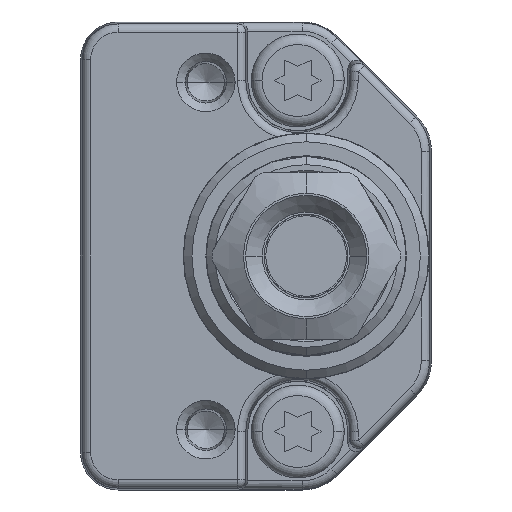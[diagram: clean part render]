
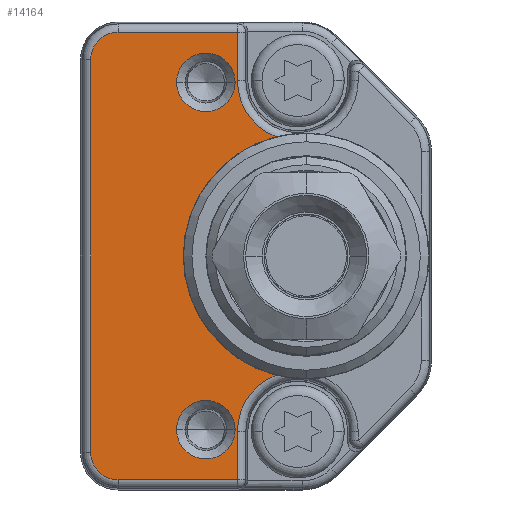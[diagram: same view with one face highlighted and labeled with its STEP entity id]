
A CAD part, left-side view. The second image highlights one B-rep face of the part: STEP entity #14164.
In plain terms, the highlighted planar face has unit normal (-1, 0, 0).
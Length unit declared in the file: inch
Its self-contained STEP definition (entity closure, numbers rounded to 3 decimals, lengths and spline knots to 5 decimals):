
#1075=DIRECTION('',(0.,0.,1.));
#1076=VECTOR('',#1075,0.11381);
#1077=CARTESIAN_POINT('',(-0.51181,0.45723,
-0.5272));
#1078=LINE('',#1077,#1076);
#1079=DIRECTION('',(0.,-1.,0.));
#1080=VECTOR('',#1079,0.28096);
#1081=CARTESIAN_POINT('',(-0.51181,0.73819,
-0.5272));
#1082=LINE('',#1081,#1080);
#1083=CARTESIAN_POINT('',(-0.51181,0.73819,
-0.4626));
#1084=DIRECTION('',(-1.,0.,0.));
#1085=DIRECTION('',(0.,1.,0.));
#1086=AXIS2_PLACEMENT_3D('',#1083,#1084,#1085);
#1088=DIRECTION('',(0.,0.,-1.));
#1089=VECTOR('',#1088,0.9252);
#1090=CARTESIAN_POINT('',(-0.51181,0.80279,
0.4626));
#1091=LINE('',#1090,#1089);
#1092=CARTESIAN_POINT('',(-0.51181,0.73819,
0.4626));
#1093=DIRECTION('',(-1.,0.,0.));
#1094=DIRECTION('',(0.,0.,1.));
#1095=AXIS2_PLACEMENT_3D('',#1092,#1093,#1094);
#1097=DIRECTION('',(0.,1.,0.));
#1098=VECTOR('',#1097,0.28096);
#1099=CARTESIAN_POINT('',(-0.51181,0.45723,
0.5272));
#1100=LINE('',#1099,#1098);
#1101=DIRECTION('',(0.,0.,1.));
#1102=VECTOR('',#1101,0.11381);
#1103=CARTESIAN_POINT('',(-0.51181,0.45723,
0.41339));
#1104=LINE('',#1103,#1102);
#1105=CARTESIAN_POINT('',(-0.51181,0.31496,
0.41339));
#1106=DIRECTION('',(1.,0.,0.));
#1107=DIRECTION('',(0.,0.359,-0.933));
#1108=AXIS2_PLACEMENT_3D('',#1105,#1106,#1107);
#1110=CARTESIAN_POINT('',(-0.51181,0.29528,0.));
#1111=DIRECTION('',(-1.,0.,0.));
#1112=DIRECTION('',(0.,0.244,0.97));
#1113=AXIS2_PLACEMENT_3D('',#1110,#1111,#1112);
#1115=CARTESIAN_POINT('',(-0.51181,0.31496,
-0.41339));
#1116=DIRECTION('',(1.,0.,0.));
#1117=DIRECTION('',(0.,1.,0.));
#1118=AXIS2_PLACEMENT_3D('',#1115,#1116,#1117);
#1120=CARTESIAN_POINT('',(-0.51181,0.5315,
-0.40915));
#1121=DIRECTION('',(1.,0.,0.));
#1122=DIRECTION('',(0.,-1.,0.));
#1123=AXIS2_PLACEMENT_3D('',#1120,#1121,#1122);
#1125=CARTESIAN_POINT('',(-0.51181,0.5315,
-0.40915));
#1126=DIRECTION('',(1.,0.,0.));
#1127=DIRECTION('',(0.,1.,0.));
#1128=AXIS2_PLACEMENT_3D('',#1125,#1126,#1127);
#1130=CARTESIAN_POINT('',(-0.51181,0.5315,
0.40915));
#1131=DIRECTION('',(1.,0.,0.));
#1132=DIRECTION('',(0.,-1.,0.));
#1133=AXIS2_PLACEMENT_3D('',#1130,#1131,#1132);
#1135=CARTESIAN_POINT('',(-0.51181,0.5315,
0.40915));
#1136=DIRECTION('',(1.,0.,0.));
#1137=DIRECTION('',(0.,1.,0.));
#1138=AXIS2_PLACEMENT_3D('',#1135,#1136,#1137);
#11102=CARTESIAN_POINT('',(-0.51181,0.80279,
-0.4626));
#11103=CARTESIAN_POINT('',(-0.51181,0.73819,
-0.5272));
#11104=VERTEX_POINT('',#11102);
#11105=VERTEX_POINT('',#11103);
#11110=CARTESIAN_POINT('',(-0.51181,0.80279,
0.4626));
#11111=VERTEX_POINT('',#11110);
#11114=CARTESIAN_POINT('',(-0.51181,0.73819,
0.5272));
#11115=VERTEX_POINT('',#11114);
#11142=CARTESIAN_POINT('',(-0.51181,0.45723,
-0.5272));
#11143=CARTESIAN_POINT('',(-0.51181,0.45723,
-0.41339));
#11144=VERTEX_POINT('',#11142);
#11145=VERTEX_POINT('',#11143);
#11167=CARTESIAN_POINT('',(-0.51181,0.366,
-0.28059));
#11168=VERTEX_POINT('',#11167);
#11183=CARTESIAN_POINT('',(-0.51181,0.45723,
0.41339));
#11184=CARTESIAN_POINT('',(-0.51181,0.45723,
0.5272));
#11185=VERTEX_POINT('',#11183);
#11186=VERTEX_POINT('',#11184);
#11207=CARTESIAN_POINT('',(-0.51181,0.366,
0.28059));
#11208=VERTEX_POINT('',#11207);
#11251=CARTESIAN_POINT('',(-0.51181,0.4626,
-0.40915));
#11252=CARTESIAN_POINT('',(-0.51181,0.60039,
-0.40915));
#11253=VERTEX_POINT('',#11251);
#11254=VERTEX_POINT('',#11252);
#11259=CARTESIAN_POINT('',(-0.51181,0.4626,
0.40915));
#11260=CARTESIAN_POINT('',(-0.51181,0.60039,
0.40915));
#11261=VERTEX_POINT('',#11259);
#11262=VERTEX_POINT('',#11260);
#14129=CARTESIAN_POINT('',(-0.51181,0.,0.));
#14130=DIRECTION('',(-1.,0.,0.));
#14131=DIRECTION('',(0.,0.,1.));
#14132=AXIS2_PLACEMENT_3D('',#14129,#14130,#14131);
#14133=PLANE('',#14132);
#14135=ORIENTED_EDGE('',*,*,#14134,.F.);
#14137=ORIENTED_EDGE('',*,*,#14136,.F.);
#14139=ORIENTED_EDGE('',*,*,#14138,.F.);
#14141=ORIENTED_EDGE('',*,*,#14140,.F.);
#14143=ORIENTED_EDGE('',*,*,#14142,.F.);
#14145=ORIENTED_EDGE('',*,*,#14144,.F.);
#14146=ORIENTED_EDGE('',*,*,#14120,.F.);
#14147=ORIENTED_EDGE('',*,*,#14078,.F.);
#14148=ORIENTED_EDGE('',*,*,#13992,.T.);
#14149=ORIENTED_EDGE('',*,*,#13977,.F.);
#14150=EDGE_LOOP('',(#14135,#14137,#14139,#14141,#14143,#14145,#14146,#14147,
#14148,#14149));
#14151=FACE_OUTER_BOUND('',#14150,.F.);
#14153=ORIENTED_EDGE('',*,*,#14152,.F.);
#14155=ORIENTED_EDGE('',*,*,#14154,.F.);
#14156=EDGE_LOOP('',(#14153,#14155));
#14157=FACE_BOUND('',#14156,.F.);
#14159=ORIENTED_EDGE('',*,*,#14158,.F.);
#14161=ORIENTED_EDGE('',*,*,#14160,.F.);
#14162=EDGE_LOOP('',(#14159,#14161));
#14163=FACE_BOUND('',#14162,.F.);
#14164=ADVANCED_FACE('',(#14151,#14157,#14163),#14133,.T.);
#1087=CIRCLE('',#1086,0.0646);
#1096=CIRCLE('',#1095,0.0646);
#1109=CIRCLE('',#1108,0.14227);
#1114=CIRCLE('',#1113,0.28937);
#1119=CIRCLE('',#1118,0.14227);
#1124=CIRCLE('',#1123,0.0689);
#1129=CIRCLE('',#1128,0.0689);
#1134=CIRCLE('',#1133,0.0689);
#1139=CIRCLE('',#1138,0.0689);
#13977=EDGE_CURVE('',#11145,#11168,#1119,.T.);
#13992=EDGE_CURVE('',#11208,#11168,#1114,.T.);
#14078=EDGE_CURVE('',#11208,#11185,#1109,.T.);
#14120=EDGE_CURVE('',#11185,#11186,#1104,.T.);
#14134=EDGE_CURVE('',#11144,#11145,#1078,.T.);
#14136=EDGE_CURVE('',#11105,#11144,#1082,.T.);
#14138=EDGE_CURVE('',#11104,#11105,#1087,.T.);
#14140=EDGE_CURVE('',#11111,#11104,#1091,.T.);
#14142=EDGE_CURVE('',#11115,#11111,#1096,.T.);
#14144=EDGE_CURVE('',#11186,#11115,#1100,.T.);
#14152=EDGE_CURVE('',#11253,#11254,#1124,.T.);
#14154=EDGE_CURVE('',#11254,#11253,#1129,.T.);
#14158=EDGE_CURVE('',#11261,#11262,#1134,.T.);
#14160=EDGE_CURVE('',#11262,#11261,#1139,.T.);
